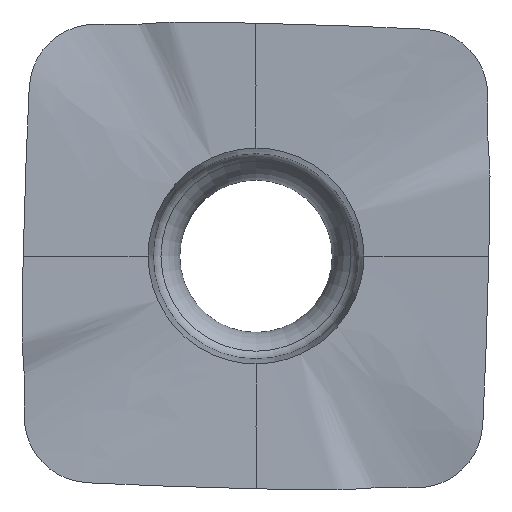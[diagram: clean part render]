
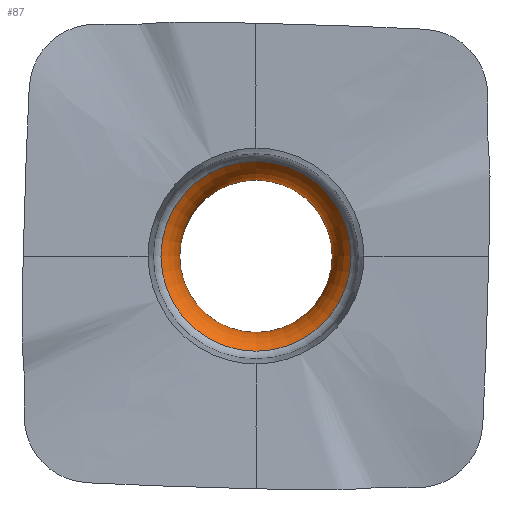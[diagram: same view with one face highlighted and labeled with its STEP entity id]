
A CAD part, top view. The second image highlights one B-rep face of the part: STEP entity #87.
In plain terms, the highlighted toroidal (fillet/blend) face has major radius 2.6 mm and minor radius 1.2 mm.
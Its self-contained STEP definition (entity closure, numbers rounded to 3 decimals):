
#37=TOROIDAL_SURFACE('',#421,2.6,1.2);
#87=ADVANCED_FACE('',(#105,#106),#37,.T.);
#94=CIRCLE('',#415,1.4);
#96=CIRCLE('',#418,1.746);
#105=FACE_BOUND('',#131,.T.);
#106=FACE_BOUND('',#132,.T.);
#131=EDGE_LOOP('',(#237));
#132=EDGE_LOOP('',(#238));
#237=ORIENTED_EDGE('',*,*,#326,.T.);
#238=ORIENTED_EDGE('',*,*,#328,.F.);
#273=VERTEX_POINT('',#8845);
#275=VERTEX_POINT('',#8850);
#326=EDGE_CURVE('',#273,#273,#94,.T.);
#328=EDGE_CURVE('',#275,#275,#96,.T.);
#415=AXIS2_PLACEMENT_3D('',#8844,#440,#441);
#418=AXIS2_PLACEMENT_3D('',#8849,#446,#447);
#421=AXIS2_PLACEMENT_3D('',#8853,#452,#453);
#440=DIRECTION('',(0.,0.,-1.));
#441=DIRECTION('',(1.,0.,0.));
#446=DIRECTION('',(0.,0.,-1.));
#447=DIRECTION('',(1.,0.,0.));
#452=DIRECTION('',(0.,0.,1.));
#453=DIRECTION('',(1.,0.,0.));
#8844=CARTESIAN_POINT('',(0.,0.,-2.536));
#8845=CARTESIAN_POINT('',(1.4,0.,-2.536));
#8849=CARTESIAN_POINT('',(0.,0.,-1.693));
#8850=CARTESIAN_POINT('',(1.746,0.,-1.693));
#8853=CARTESIAN_POINT('',(0.,0.,-2.536));
